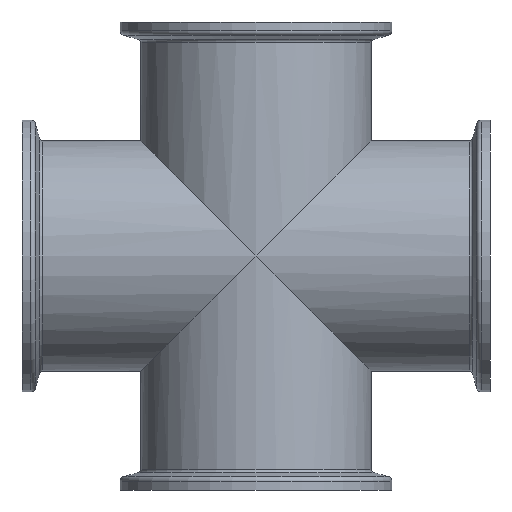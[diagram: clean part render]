
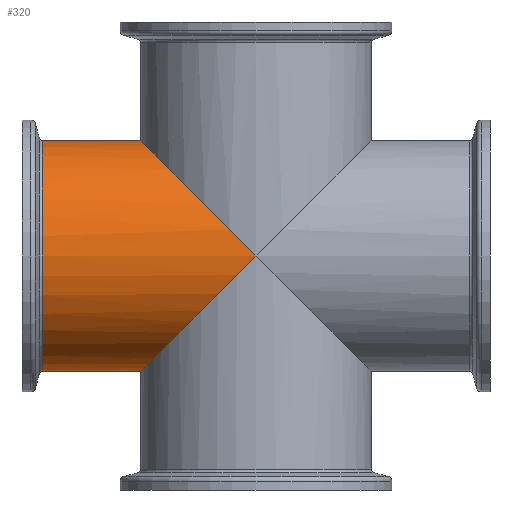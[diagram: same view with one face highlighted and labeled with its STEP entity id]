
A CAD part, front view. The second image highlights one B-rep face of the part: STEP entity #320.
In plain terms, the highlighted cylindrical face has radius 37 mm (diameter 74 mm), a full revolution.
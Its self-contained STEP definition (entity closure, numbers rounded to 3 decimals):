
#40=CIRCLE('',#372,37.);
#72=ORIENTED_EDGE('',*,*,#134,.T.);
#73=ORIENTED_EDGE('',*,*,#135,.F.);
#74=ORIENTED_EDGE('',*,*,#133,.T.);
#133=EDGE_CURVE('',#161,#160,#189,.T.);
#134=EDGE_CURVE('',#164,#164,#40,.F.);
#135=EDGE_CURVE('',#161,#160,#190,.F.);
#160=VERTEX_POINT('',#551);
#161=VERTEX_POINT('',#552);
#164=VERTEX_POINT('',#564);
#189=ELLIPSE('',#370,52.326,37.);
#190=ELLIPSE('',#373,52.326,37.);
#200=EDGE_LOOP('',(#72));
#201=EDGE_LOOP('',(#73,#74));
#256=FACE_BOUND('',#200,.T.);
#257=FACE_BOUND('',#201,.T.);
#308=CYLINDRICAL_SURFACE('',#371,37.);
#320=ADVANCED_FACE('',(#256,#257),#308,.T.);
#370=AXIS2_PLACEMENT_3D('',#561,#445,#446);
#371=AXIS2_PLACEMENT_3D('',#562,#447,#448);
#372=AXIS2_PLACEMENT_3D('',#563,#449,#450);
#373=AXIS2_PLACEMENT_3D('',#565,#451,#452);
#445=DIRECTION('',(-0.707,0.,-0.707));
#446=DIRECTION('',(0.707,0.,-0.707));
#447=DIRECTION('',(-1.,0.,0.));
#448=DIRECTION('',(0.,0.,1.));
#449=DIRECTION('',(-1.,0.,0.));
#450=DIRECTION('',(0.,0.,1.));
#451=DIRECTION('',(-0.707,0.,0.707));
#452=DIRECTION('',(-0.707,0.,-0.707));
#551=CARTESIAN_POINT('',(0.,37.,0.));
#552=CARTESIAN_POINT('',(0.,-37.,0.));
#561=CARTESIAN_POINT('',(0.,0.,0.));
#562=CARTESIAN_POINT('',(0.,0.,0.));
#563=CARTESIAN_POINT('',(-68.491,0.,0.));
#564=CARTESIAN_POINT('',(-68.491,0.,37.));
#565=CARTESIAN_POINT('',(0.,0.,0.));
